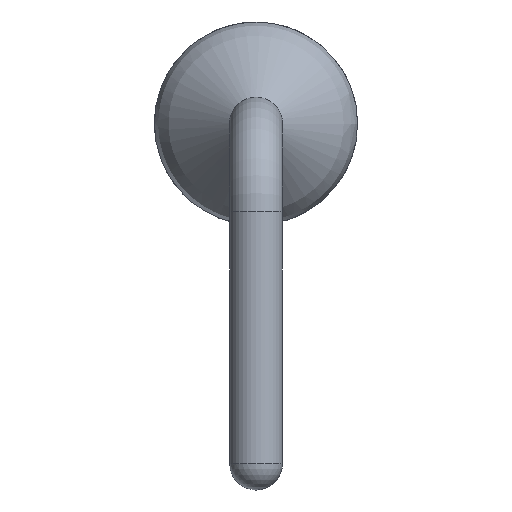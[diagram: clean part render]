
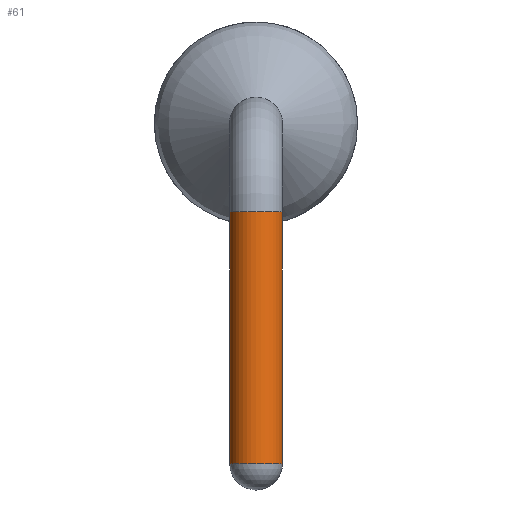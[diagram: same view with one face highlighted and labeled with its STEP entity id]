
A CAD part, left-side view. The second image highlights one B-rep face of the part: STEP entity #61.
In plain terms, the highlighted cylindrical face has radius 0.3 mm (diameter 0.6 mm), a full revolution.
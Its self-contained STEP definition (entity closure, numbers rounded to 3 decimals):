
#61=ADVANCED_FACE('',(#302,#304),#306,.T.);
#302=FACE_OUTER_BOUND('',#303,.T.);
#303=EDGE_LOOP('',(#2184));
#304=FACE_OUTER_BOUND('',#305,.T.);
#305=EDGE_LOOP('',(#2185));
#306=CYLINDRICAL_SURFACE('',#307,0.3);
#307=AXIS2_PLACEMENT_3D('',#308,#309,#310);
#308=CARTESIAN_POINT('',(0.,0.,0.));
#309=DIRECTION('',(0.,0.,-1.));
#310=DIRECTION('',(0.,-1.,0.));
#2184=ORIENTED_EDGE('',*,*,#2228,.F.);
#2185=ORIENTED_EDGE('',*,*,#2229,.F.);
#2228=EDGE_CURVE('',#2246,#2246,#2247,.T.);
#2229=EDGE_CURVE('',#2248,#2248,#2249,.T.);
#2246=VERTEX_POINT('',#2282);
#2247=CIRCLE('',#2283,0.3);
#2248=VERTEX_POINT('',#2287);
#2249=CIRCLE('',#2288,0.3);
#2282=CARTESIAN_POINT('',(0.,-0.3,0.15));
#2283=AXIS2_PLACEMENT_3D('',#2284,#2285,#2286);
#2284=CARTESIAN_POINT('',(0.,0.,0.15));
#2285=DIRECTION('',(0.,0.,1.));
#2286=DIRECTION('',(0.,-1.,0.));
#2287=CARTESIAN_POINT('',(0.,-0.3,-2.7));
#2288=AXIS2_PLACEMENT_3D('',#2289,#2290,#2291);
#2289=CARTESIAN_POINT('',(0.,0.,-2.7));
#2290=DIRECTION('',(0.,0.,-1.));
#2291=DIRECTION('',(0.,-1.,0.));
